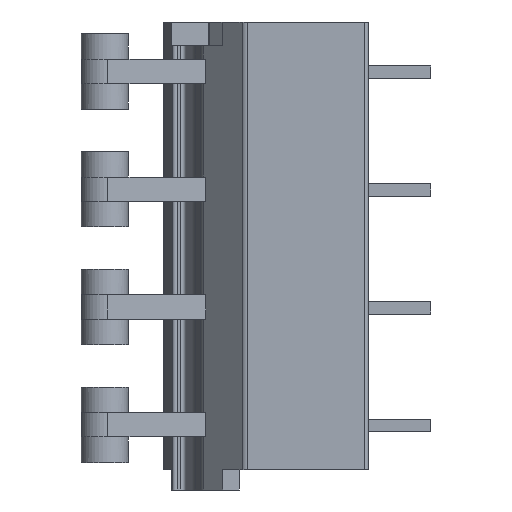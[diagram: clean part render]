
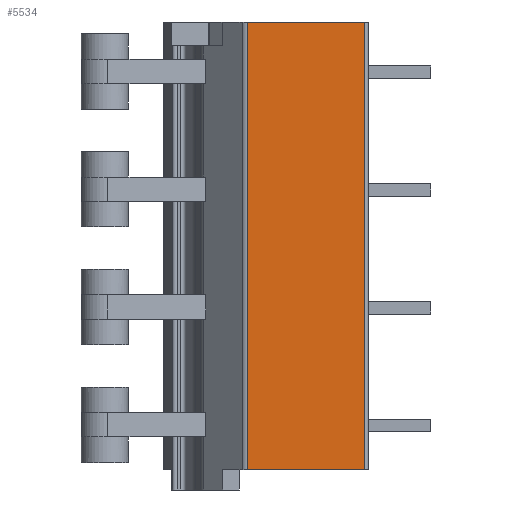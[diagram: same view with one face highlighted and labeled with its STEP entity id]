
A CAD part, left-side view. The second image highlights one B-rep face of the part: STEP entity #5534.
In plain terms, the highlighted planar face has unit normal (-1, 0, 0).
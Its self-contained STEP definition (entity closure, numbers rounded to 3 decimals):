
#30=DIRECTION('',(0.,-1.,0.));
#31=VECTOR('',#30,7.471);
#32=CARTESIAN_POINT('',(0.,7.671,-25.3));
#33=LINE('',#32,#31);
#310=DIRECTION('',(0.,-1.,0.));
#311=VECTOR('',#310,7.471);
#312=CARTESIAN_POINT('',(0.,7.671,3.2));
#313=LINE('',#312,#311);
#403=DIRECTION('',(0.,0.,1.));
#404=VECTOR('',#403,28.5);
#405=CARTESIAN_POINT('',(0.,7.671,-25.3));
#406=LINE('',#405,#404);
#407=DIRECTION('',(0.,0.,1.));
#408=VECTOR('',#407,28.5);
#409=CARTESIAN_POINT('',(0.,0.2,-25.3));
#410=LINE('',#409,#408);
#4188=CARTESIAN_POINT('',(0.,7.671,-25.3));
#4190=VERTEX_POINT('',#4188);
#4191=CARTESIAN_POINT('',(0.,0.2,-25.3));
#4192=VERTEX_POINT('',#4191);
#4308=CARTESIAN_POINT('',(0.,7.671,3.2));
#4310=VERTEX_POINT('',#4308);
#4311=CARTESIAN_POINT('',(0.,0.2,3.2));
#4312=VERTEX_POINT('',#4311);
#5522=CARTESIAN_POINT('',(0.,7.671,-25.3));
#5523=DIRECTION('',(-1.,0.,0.));
#5524=DIRECTION('',(0.,-1.,0.));
#5525=AXIS2_PLACEMENT_3D('',#5522,#5523,#5524);
#5526=PLANE('',#5525);
#5527=ORIENTED_EDGE('',*,*,#5516,.T.);
#5528=ORIENTED_EDGE('',*,*,#5434,.T.);
#5530=ORIENTED_EDGE('',*,*,#5529,.F.);
#5531=ORIENTED_EDGE('',*,*,#5234,.F.);
#5532=EDGE_LOOP('',(#5527,#5528,#5530,#5531));
#5533=FACE_OUTER_BOUND('',#5532,.F.);
#5534=ADVANCED_FACE('',(#5533),#5526,.T.);
#5234=EDGE_CURVE('',#4190,#4192,#33,.T.);
#5434=EDGE_CURVE('',#4310,#4312,#313,.T.);
#5516=EDGE_CURVE('',#4190,#4310,#406,.T.);
#5529=EDGE_CURVE('',#4192,#4312,#410,.T.);
